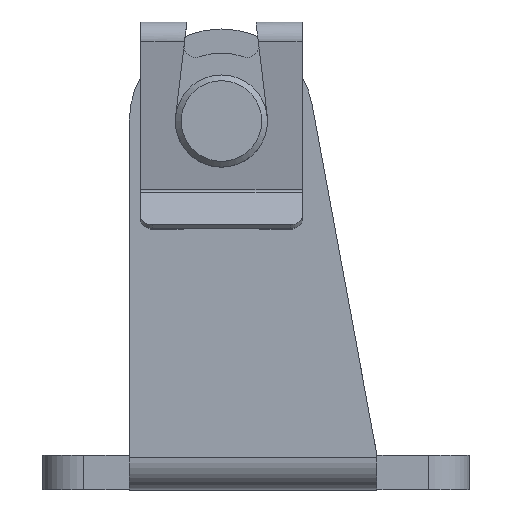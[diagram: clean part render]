
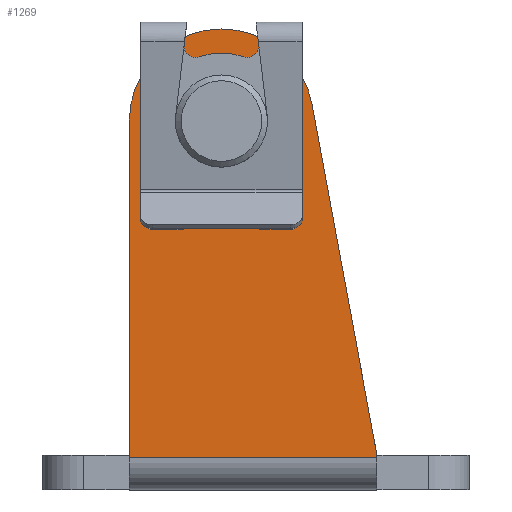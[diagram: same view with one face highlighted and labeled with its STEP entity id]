
A CAD part, top view. The second image highlights one B-rep face of the part: STEP entity #1269.
In plain terms, the highlighted planar face has unit normal (0, 0, 1).
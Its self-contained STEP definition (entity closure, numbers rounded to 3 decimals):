
#91=CIRCLE('',#1388,8.);
#94=CIRCLE('',#1393,4.);
#192=ORIENTED_EDGE('',*,*,#546,.T.);
#193=ORIENTED_EDGE('',*,*,#510,.F.);
#194=ORIENTED_EDGE('',*,*,#547,.F.);
#195=ORIENTED_EDGE('',*,*,#530,.F.);
#196=ORIENTED_EDGE('',*,*,#535,.F.);
#197=ORIENTED_EDGE('',*,*,#543,.T.);
#510=EDGE_CURVE('',#690,#691,#815,.T.);
#530=EDGE_CURVE('',#710,#711,#831,.T.);
#535=EDGE_CURVE('',#715,#710,#834,.T.);
#543=EDGE_CURVE('',#715,#691,#91,.F.);
#546=EDGE_CURVE('',#720,#720,#94,.T.);
#547=EDGE_CURVE('',#711,#690,#840,.T.);
#690=VERTEX_POINT('',#1935);
#691=VERTEX_POINT('',#1937);
#710=VERTEX_POINT('',#1978);
#711=VERTEX_POINT('',#1980);
#715=VERTEX_POINT('',#1989);
#720=VERTEX_POINT('',#2010);
#815=LINE('',#1936,#925);
#831=LINE('',#1979,#941);
#834=LINE('',#1990,#944);
#840=LINE('',#2011,#950);
#925=VECTOR('',#1528,1000.);
#941=VECTOR('',#1558,1000.);
#944=VECTOR('',#1567,1000.);
#950=VECTOR('',#1593,1000.);
#1040=EDGE_LOOP('',(#192));
#1041=EDGE_LOOP('',(#193,#194,#195,#196,#197));
#1136=FACE_BOUND('',#1040,.T.);
#1137=FACE_BOUND('',#1041,.T.);
#1230=PLANE('',#1392);
#1269=ADVANCED_FACE('',(#1136,#1137),#1230,.F.);
#1388=AXIS2_PLACEMENT_3D('',#2004,#1581,#1582);
#1392=AXIS2_PLACEMENT_3D('',#2008,#1589,#1590);
#1393=AXIS2_PLACEMENT_3D('',#2009,#1591,#1592);
#1528=DIRECTION('',(0.,1.,0.));
#1558=DIRECTION('',(0.,-1.,0.));
#1567=DIRECTION('',(0.182,-0.983,0.));
#1581=DIRECTION('',(0.,0.,-1.));
#1582=DIRECTION('',(0.,1.,0.));
#1589=DIRECTION('',(0.,0.,-1.));
#1590=DIRECTION('',(0.,1.,0.));
#1591=DIRECTION('',(0.,0.,-1.));
#1592=DIRECTION('',(-1.,0.,0.));
#1593=DIRECTION('',(-1.,0.,0.));
#1935=CARTESIAN_POINT('',(-11.,2.812,6.55));
#1936=CARTESIAN_POINT('',(-11.,40.,6.55));
#1937=CARTESIAN_POINT('',(-11.,32.,6.55));
#1978=CARTESIAN_POINT('',(10.5,3.,6.55));
#1979=CARTESIAN_POINT('',(10.5,40.,6.55));
#1980=CARTESIAN_POINT('',(10.5,2.812,6.55));
#1989=CARTESIAN_POINT('',(4.867,33.455,6.55));
#1990=CARTESIAN_POINT('',(4.246,36.808,6.55));
#2004=CARTESIAN_POINT('',(-3.,32.,6.55));
#2008=CARTESIAN_POINT('',(21.5,40.,6.55));
#2009=CARTESIAN_POINT('',(-3.,32.,6.55));
#2010=CARTESIAN_POINT('',(-7.,32.,6.55));
#2011=CARTESIAN_POINT('',(21.5,2.812,6.55));
